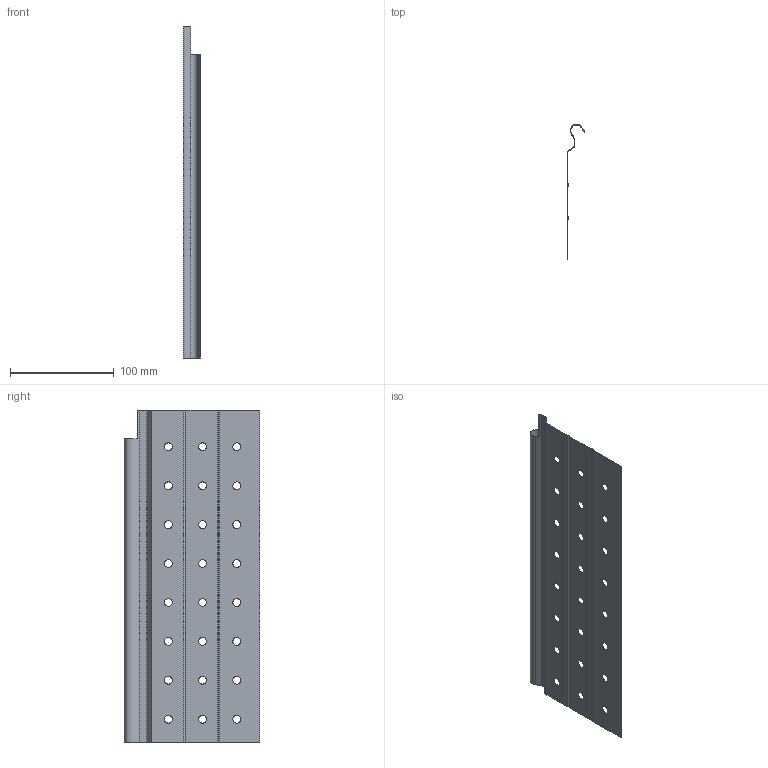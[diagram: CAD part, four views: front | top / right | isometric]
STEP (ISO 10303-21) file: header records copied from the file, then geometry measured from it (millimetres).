
FILE_DESCRIPTION (( 'STEP AP214' ), '1' );
FILE_NAME ('F000394,F000400-RIGHT_3D.step', '2022-10-10T14:01:01', ( '' ), ( '' ), 'SwSTEP 2.0', 'SolidWorks 2020', '' );
FILE_SCHEMA (( 'AUTOMOTIVE_DESIGN' ));
Length unit declared in the file: millimetre
Products named in the file (1): F000394,F000400-RIGHT_3D
Bounding box: 17 x 130.4 x 320 mm (x, y, z)
Volume: 23330 mm3; surface area: 94101.4 mm2
Topology: 1 solids, 1 shells, 78 faces, 228 edges, 152 vertices
Faces by surface type: cylinder 58, plane 20
Entity records: 2778 total; most frequent: DIRECTION 502, CARTESIAN_POINT 459, ORIENTED_EDGE 456, EDGE_CURVE 228, AXIS2_PLACEMENT_3D 195, VERTEX_POINT 152, EDGE_LOOP 126, CIRCLE 116
